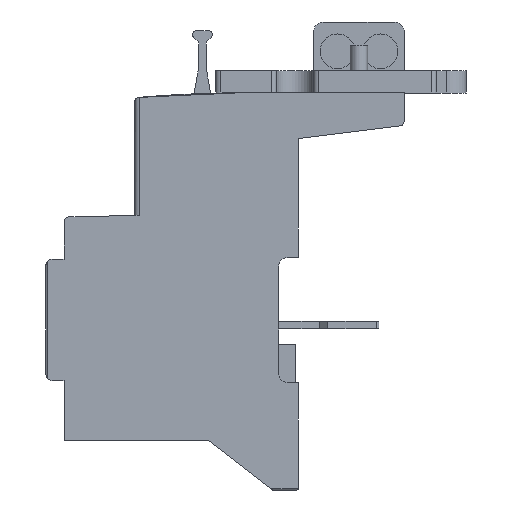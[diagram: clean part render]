
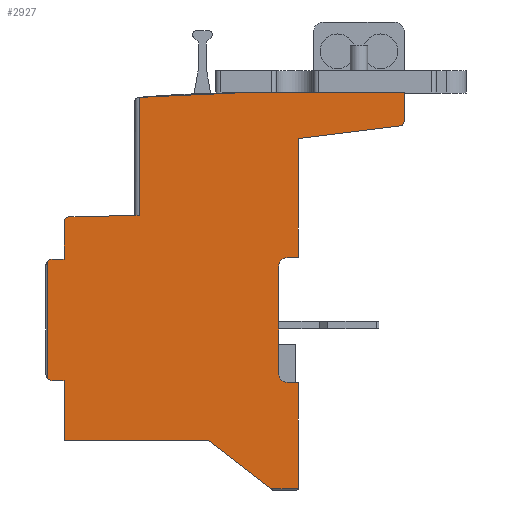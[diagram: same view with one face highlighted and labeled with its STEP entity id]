
A CAD part, left-side view. The second image highlights one B-rep face of the part: STEP entity #2927.
In plain terms, the highlighted planar face has unit normal (-1, 0, 0).
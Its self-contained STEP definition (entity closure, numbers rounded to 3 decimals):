
#2927=ADVANCED_FACE('',(#7791),#7792,.T.);
#5163=VERTEX_POINT('',#10079);
#5167=VERTEX_POINT('',#10083);
#5169=EDGE_CURVE('',#5163,#5167,#10085,.T.);
#5439=VERTEX_POINT('',#10355);
#5443=EDGE_CURVE('',#5439,#5163,#10359,.T.);
#5629=VERTEX_POINT('',#10545);
#5633=VERTEX_POINT('',#10549);
#5635=EDGE_CURVE('',#5629,#5633,#10551,.T.);
#5747=VERTEX_POINT('',#10663);
#5751=VERTEX_POINT('',#10667);
#5753=EDGE_CURVE('',#5747,#5751,#10669,.T.);
#5773=VERTEX_POINT('',#10689);
#5777=EDGE_CURVE('',#5773,#5747,#10693,.T.);
#5783=EDGE_CURVE('',#5633,#5773,#10699,.T.);
#5839=VERTEX_POINT('',#10755);
#5843=VERTEX_POINT('',#10759);
#5845=EDGE_CURVE('',#5839,#5843,#10761,.T.);
#5857=VERTEX_POINT('',#10773);
#5885=VERTEX_POINT('',#10801);
#5889=EDGE_CURVE('',#5885,#5839,#10805,.T.);
#6069=VERTEX_POINT('',#10985);
#6071=EDGE_CURVE('',#5167,#6069,#10987,.T.);
#6085=VERTEX_POINT('',#11001);
#6087=EDGE_CURVE('',#6069,#6085,#11003,.T.);
#6101=VERTEX_POINT('',#11017);
#6103=EDGE_CURVE('',#6085,#6101,#11019,.T.);
#6207=VERTEX_POINT('',#11123);
#6211=VERTEX_POINT('',#11127);
#6213=EDGE_CURVE('',#6207,#6211,#11129,.T.);
#6229=VERTEX_POINT('',#11145);
#6233=VERTEX_POINT('',#11149);
#6235=EDGE_CURVE('',#6229,#6233,#11151,.T.);
#6261=VERTEX_POINT('',#11177);
#6265=EDGE_CURVE('',#6261,#6207,#11181,.T.);
#6315=VERTEX_POINT('',#11231);
#6319=EDGE_CURVE('',#6315,#6229,#11235,.T.);
#6325=VERTEX_POINT('',#11241);
#6329=EDGE_CURVE('',#6325,#6315,#11245,.T.);
#6337=VERTEX_POINT('',#11253);
#6339=EDGE_CURVE('',#6211,#6337,#11255,.T.);
#6405=EDGE_CURVE('',#5885,#5857,#11321,.T.);
#6439=VERTEX_POINT('',#11355);
#6441=VERTEX_POINT('',#11357);
#6443=EDGE_CURVE('',#6439,#6441,#11359,.T.);
#6457=EDGE_CURVE('',#5439,#6439,#11373,.T.);
#6465=EDGE_CURVE('',#5751,#5857,#11381,.T.);
#6467=VERTEX_POINT('',#11383);
#6469=EDGE_CURVE('',#6467,#5629,#11385,.T.);
#6471=VERTEX_POINT('',#11387);
#6473=EDGE_CURVE('',#6471,#6467,#11389,.T.);
#6475=VERTEX_POINT('',#11391);
#6477=EDGE_CURVE('',#6475,#6471,#11393,.T.);
#6479=EDGE_CURVE('',#6101,#6475,#11395,.T.);
#6481=VERTEX_POINT('',#11397);
#6483=EDGE_CURVE('',#6481,#6441,#11399,.T.);
#6485=EDGE_CURVE('',#6233,#6481,#11401,.T.);
#6487=EDGE_CURVE('',#6325,#6337,#11403,.T.);
#6489=EDGE_CURVE('',#5843,#6261,#11405,.T.);
#7791=FACE_OUTER_BOUND('',#12697,.T.);
#7792=PLANE('',#12698);
#10079=CARTESIAN_POINT('',(0.0,45.517,80.0));
#10083=CARTESIAN_POINT('',(0.0,12.5,80.0));
#10085=LINE('',#16156,#16157);
#10355=CARTESIAN_POINT('',(0.0,65.8,79.071));
#10359=LINE('',#16580,#16581);
#10545=CARTESIAN_POINT('',(0.0,37.8,45.0));
#10549=CARTESIAN_POINT('',(0.0,37.8,23.5));
#10551=LINE('',#16886,#16887);
#10663=CARTESIAN_POINT('',(0.0,34.1,21.7));
#10667=CARTESIAN_POINT('',(0.0,33.8,21.4));
#10669=CIRCLE('',#17071,0.3);
#10689=CARTESIAN_POINT('',(0.0,36.,21.7));
#10693=LINE('',#17110,#17111);
#10699=CIRCLE('',#17120,1.8);
#10755=CARTESIAN_POINT('',(0.0,52.,10.));
#10759=CARTESIAN_POINT('',(0.0,80.7,10.));
#10761=LINE('',#17216,#17217);
#10773=CARTESIAN_POINT('',(0.0,33.8,0.3));
#10801=CARTESIAN_POINT('',(0.0,39.39,0.3));
#10805=LINE('',#17285,#17286);
#10985=CARTESIAN_POINT('',(0.0,12.5,74.31));
#10987=LINE('',#17570,#17571);
#11001=CARTESIAN_POINT('',(0.0,13.376,73.317));
#11003=CIRCLE('',#17597,1.);
#11017=CARTESIAN_POINT('',(0.0,33.799,70.767));
#11019=LINE('',#17624,#17625);
#11123=CARTESIAN_POINT('',(0.0,81.,22.0));
#11127=CARTESIAN_POINT('',(0.0,83.2,22.0));
#11129=LINE('',#17792,#17793);
#11145=CARTESIAN_POINT('',(0.0,81.,46.5));
#11149=CARTESIAN_POINT('',(0.0,81.,54.009));
#11151=LINE('',#17827,#17828);
#11177=CARTESIAN_POINT('',(0.0,81.,10.3));
#11181=LINE('',#17873,#17874);
#11231=CARTESIAN_POINT('',(0.0,83.2,46.5));
#11235=LINE('',#17956,#17957);
#11241=CARTESIAN_POINT('',(0.0,84.4,45.9));
#11245=CIRCLE('',#17982,1.5);
#11253=CARTESIAN_POINT('',(0.0,84.4,22.6));
#11255=CIRCLE('',#17997,1.5);
#11321=LINE('',#18119,#18120);
#11355=CARTESIAN_POINT('',(0.0,65.8,55.292));
#11357=CARTESIAN_POINT('',(0.0,66.8,55.292));
#11359=LINE('',#18175,#18176);
#11373=LINE('',#18197,#18198);
#11381=LINE('',#18210,#18211);
#11383=CARTESIAN_POINT('',(0.0,36.,46.8));
#11385=CIRCLE('',#18216,1.8);
#11387=CARTESIAN_POINT('',(0.0,34.099,46.8));
#11389=LINE('',#18221,#18222);
#11391=CARTESIAN_POINT('',(0.0,33.799,47.1));
#11393=CIRCLE('',#18227,0.3);
#11395=LINE('',#18230,#18231);
#11397=CARTESIAN_POINT('',(0.0,80.021,55.009));
#11399=LINE('',#18236,#18237);
#11401=CIRCLE('',#18240,1.);
#11403=LINE('',#18243,#18244);
#11405=CIRCLE('',#18247,0.3);
#12697=EDGE_LOOP('',(#22023,#22024,#22025,#22026,#22027,#22028,#22029,#22030,#22031,#22032,#22033,#22034,#22035,#22036,#22037,#22038,#22039,#22040,#22041,#22042,#22043,#22044,#22045,#22046,#22047,#22048,#22049,#22050,#22051));
#12698=AXIS2_PLACEMENT_3D('',#22052,#22053,#22054);
#16156=CARTESIAN_POINT('',(0.0,45.517,80.0));
#16157=VECTOR('',#23384,1.0);
#16580=CARTESIAN_POINT('',(0.0,65.885,79.067));
#16581=VECTOR('',#23484,1.0);
#16886=CARTESIAN_POINT('',(0.0,37.8,45.0));
#16887=VECTOR('',#23541,1.0);
#17071=AXIS2_PLACEMENT_3D('',#23587,#23588,#23589);
#17110=CARTESIAN_POINT('',(0.0,36.,21.7));
#17111=VECTOR('',#23597,1.0);
#17120=AXIS2_PLACEMENT_3D('',#23604,#23605,#23606);
#17216=CARTESIAN_POINT('',(0.0,52.,10.));
#17217=VECTOR('',#23626,1.0);
#17285=CARTESIAN_POINT('',(0.0,39.,0.0));
#17286=VECTOR('',#23646,1.0);
#17570=CARTESIAN_POINT('',(0.0,12.5,80.0));
#17571=VECTOR('',#23725,1.0);
#17597=AXIS2_PLACEMENT_3D('',#23733,#23734,#23735);
#17624=CARTESIAN_POINT('',(0.0,13.376,73.317));
#17625=VECTOR('',#23741,1.0);
#17792=CARTESIAN_POINT('',(0.0,81.,22.0));
#17793=VECTOR('',#23790,1.0);
#17827=CARTESIAN_POINT('',(0.0,81.,46.5));
#17828=VECTOR('',#23799,1.0);
#17873=CARTESIAN_POINT('',(0.0,81.,10.3));
#17874=VECTOR('',#23807,1.0);
#17956=CARTESIAN_POINT('',(0.0,83.2,46.5));
#17957=VECTOR('',#23829,1.0);
#17982=AXIS2_PLACEMENT_3D('',#23831,#23832,#23833);
#17997=AXIS2_PLACEMENT_3D('',#23836,#23837,#23838);
#18119=CARTESIAN_POINT('',(0.0,46.277,0.3));
#18120=VECTOR('',#23868,1.0);
#18175=CARTESIAN_POINT('',(0.0,58.998,55.292));
#18176=VECTOR('',#23887,1.0);
#18197=CARTESIAN_POINT('',(0.0,65.8,67.646));
#18198=VECTOR('',#23896,1.0);
#18210=CARTESIAN_POINT('',(0.0,33.8,21.4));
#18211=VECTOR('',#23901,1.0);
#18216=AXIS2_PLACEMENT_3D('',#23902,#23903,#23904);
#18221=CARTESIAN_POINT('',(0.0,34.099,46.8));
#18222=VECTOR('',#23905,1.0);
#18227=AXIS2_PLACEMENT_3D('',#23906,#23907,#23908);
#18230=CARTESIAN_POINT('',(0.0,33.799,70.767));
#18231=VECTOR('',#23909,1.0);
#18236=CARTESIAN_POINT('',(0.0,80.021,55.009));
#18237=VECTOR('',#23910,1.0);
#18240=AXIS2_PLACEMENT_3D('',#23911,#23912,#23913);
#18243=CARTESIAN_POINT('',(0.0,84.4,34.25));
#18244=VECTOR('',#23914,1.0);
#18247=AXIS2_PLACEMENT_3D('',#23915,#23916,#23917);
#22023=ORIENTED_EDGE('',*,*,#6405,.T.);
#22024=ORIENTED_EDGE('',*,*,#6465,.F.);
#22025=ORIENTED_EDGE('',*,*,#5753,.F.);
#22026=ORIENTED_EDGE('',*,*,#5777,.F.);
#22027=ORIENTED_EDGE('',*,*,#5783,.F.);
#22028=ORIENTED_EDGE('',*,*,#5635,.F.);
#22029=ORIENTED_EDGE('',*,*,#6469,.F.);
#22030=ORIENTED_EDGE('',*,*,#6473,.F.);
#22031=ORIENTED_EDGE('',*,*,#6477,.F.);
#22032=ORIENTED_EDGE('',*,*,#6479,.F.);
#22033=ORIENTED_EDGE('',*,*,#6103,.F.);
#22034=ORIENTED_EDGE('',*,*,#6087,.F.);
#22035=ORIENTED_EDGE('',*,*,#6071,.F.);
#22036=ORIENTED_EDGE('',*,*,#5169,.F.);
#22037=ORIENTED_EDGE('',*,*,#5443,.F.);
#22038=ORIENTED_EDGE('',*,*,#6457,.T.);
#22039=ORIENTED_EDGE('',*,*,#6443,.T.);
#22040=ORIENTED_EDGE('',*,*,#6483,.F.);
#22041=ORIENTED_EDGE('',*,*,#6485,.F.);
#22042=ORIENTED_EDGE('',*,*,#6235,.F.);
#22043=ORIENTED_EDGE('',*,*,#6319,.F.);
#22044=ORIENTED_EDGE('',*,*,#6329,.F.);
#22045=ORIENTED_EDGE('',*,*,#6487,.T.);
#22046=ORIENTED_EDGE('',*,*,#6339,.F.);
#22047=ORIENTED_EDGE('',*,*,#6213,.F.);
#22048=ORIENTED_EDGE('',*,*,#6265,.F.);
#22049=ORIENTED_EDGE('',*,*,#6489,.F.);
#22050=ORIENTED_EDGE('',*,*,#5845,.F.);
#22051=ORIENTED_EDGE('',*,*,#5889,.F.);
#22052=CARTESIAN_POINT('',(0.0,50.754,45.183));
#22053=DIRECTION('',(-1.0,0.0,0.0));
#22054=DIRECTION('',(0.0,1.0,0.0));
#23384=DIRECTION('',(0.0,-1.0,0.0));
#23484=DIRECTION('',(0.0,-0.999,0.046));
#23541=DIRECTION('',(0.0,0.0,-1.0));
#23587=CARTESIAN_POINT('',(0.0,34.1,21.4));
#23588=DIRECTION('',(1.0,0.0,0.0));
#23589=DIRECTION('',(0.0,-1.,0.));
#23597=DIRECTION('',(0.0,-1.0,0.0));
#23604=CARTESIAN_POINT('',(0.0,36.,23.5));
#23605=DIRECTION('',(-1.0,0.0,0.0));
#23606=DIRECTION('',(0.0,1.0,0.));
#23626=DIRECTION('',(0.0,1.0,0.0));
#23646=DIRECTION('',(0.0,0.793,0.61));
#23725=DIRECTION('',(0.0,0.0,-1.0));
#23733=CARTESIAN_POINT('',(0.0,13.5,74.31));
#23734=DIRECTION('',(1.0,0.0,0.0));
#23735=DIRECTION('',(0.0,-0.124,-0.992));
#23741=DIRECTION('',(0.0,0.992,-0.124));
#23790=DIRECTION('',(0.0,1.0,0.0));
#23799=DIRECTION('',(0.0,0.0,1.0));
#23807=DIRECTION('',(0.0,0.0,1.0));
#23829=DIRECTION('',(0.0,-1.0,0.0));
#23831=CARTESIAN_POINT('',(0.0,83.2,45.));
#23832=DIRECTION('',(1.0,0.0,-0.0));
#23833=DIRECTION('',(0.0,0.,1.0));
#23836=CARTESIAN_POINT('',(0.0,83.2,23.5));
#23837=DIRECTION('',(1.0,0.0,0.0));
#23838=DIRECTION('',(0.0,1.0,0.));
#23868=DIRECTION('',(0.0,-1.0,0.0));
#23887=DIRECTION('',(0.0,1.0,0.0));
#23896=DIRECTION('',(0.0,0.0,-1.0));
#23901=DIRECTION('',(0.0,0.0,-1.0));
#23902=CARTESIAN_POINT('',(0.0,36.,45.));
#23903=DIRECTION('',(-1.0,0.0,0.0));
#23904=DIRECTION('',(0.0,0.,1.0));
#23905=DIRECTION('',(0.0,1.0,0.0));
#23906=CARTESIAN_POINT('',(0.0,34.099,47.1));
#23907=DIRECTION('',(1.0,0.0,0.0));
#23908=DIRECTION('',(0.0,0.,-1.));
#23909=DIRECTION('',(0.0,0.0,-1.0));
#23910=DIRECTION('',(0.0,-1.,0.021));
#23911=CARTESIAN_POINT('',(0.0,80.,54.009));
#23912=DIRECTION('',(1.0,0.0,-0.0));
#23913=DIRECTION('',(0.0,0.021,1.));
#23914=DIRECTION('',(0.0,0.0,-1.0));
#23915=CARTESIAN_POINT('',(0.0,80.7,10.3));
#23916=DIRECTION('',(1.0,0.0,0.0));
#23917=DIRECTION('',(0.0,1.,0.));
